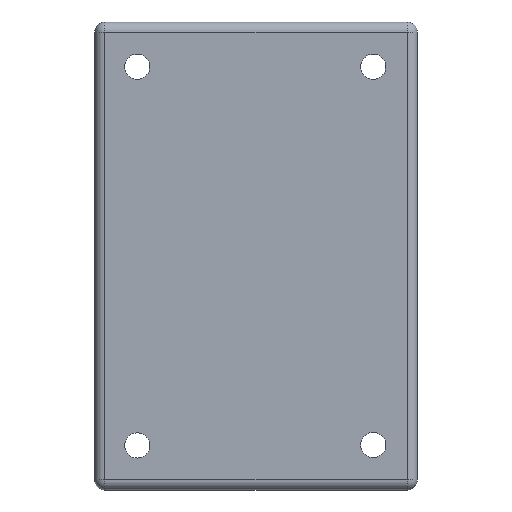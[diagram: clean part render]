
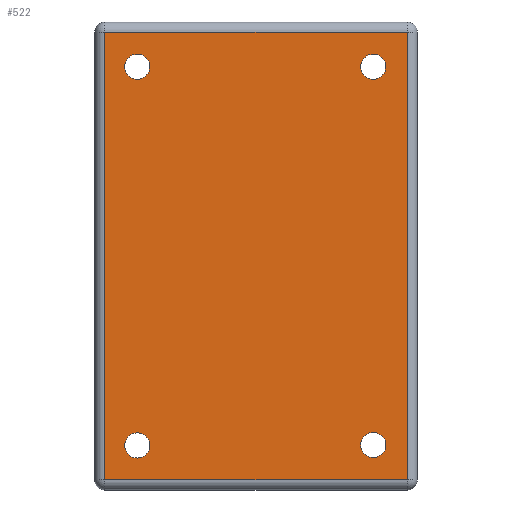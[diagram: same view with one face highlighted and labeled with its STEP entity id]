
A CAD part, top view. The second image highlights one B-rep face of the part: STEP entity #522.
In plain terms, the highlighted planar face has unit normal (0, 0, 1).
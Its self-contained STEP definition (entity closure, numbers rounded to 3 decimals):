
#19=FACE_BOUND('',#91,.T.);
#20=FACE_BOUND('',#92,.T.);
#21=FACE_BOUND('',#93,.T.);
#22=FACE_BOUND('',#94,.T.);
#30=PLANE('',#582);
#59=FACE_OUTER_BOUND('',#90,.T.);
#90=EDGE_LOOP('',(#398,#399,#400,#401));
#91=EDGE_LOOP('',(#402));
#92=EDGE_LOOP('',(#403));
#93=EDGE_LOOP('',(#404));
#94=EDGE_LOOP('',(#405));
#119=LINE('',#786,#167);
#121=LINE('',#794,#169);
#123=LINE('',#804,#171);
#125=LINE('',#813,#173);
#167=VECTOR('',#623,10.);
#169=VECTOR('',#631,10.);
#171=VECTOR('',#643,10.);
#173=VECTOR('',#655,10.);
#228=CIRCLE('',#583,1.25);
#229=CIRCLE('',#584,1.25);
#230=CIRCLE('',#585,1.25);
#231=CIRCLE('',#586,1.25);
#238=VERTEX_POINT('',#779);
#241=VERTEX_POINT('',#784);
#244=VERTEX_POINT('',#792);
#247=VERTEX_POINT('',#802);
#255=VERTEX_POINT('',#837);
#256=VERTEX_POINT('',#839);
#257=VERTEX_POINT('',#841);
#258=VERTEX_POINT('',#843);
#285=EDGE_CURVE('',#241,#238,#119,.T.);
#289=EDGE_CURVE('',#244,#241,#121,.T.);
#294=EDGE_CURVE('',#247,#244,#123,.T.);
#299=EDGE_CURVE('',#238,#247,#125,.T.);
#311=EDGE_CURVE('',#255,#255,#228,.F.);
#312=EDGE_CURVE('',#256,#256,#229,.F.);
#313=EDGE_CURVE('',#257,#257,#230,.F.);
#314=EDGE_CURVE('',#258,#258,#231,.F.);
#398=ORIENTED_EDGE('',*,*,#285,.F.);
#399=ORIENTED_EDGE('',*,*,#289,.F.);
#400=ORIENTED_EDGE('',*,*,#294,.F.);
#401=ORIENTED_EDGE('',*,*,#299,.F.);
#402=ORIENTED_EDGE('',*,*,#311,.T.);
#403=ORIENTED_EDGE('',*,*,#312,.T.);
#404=ORIENTED_EDGE('',*,*,#313,.T.);
#405=ORIENTED_EDGE('',*,*,#314,.T.);
#522=ADVANCED_FACE('',(#59,#19,#20,#21,#22),#30,.T.);
#582=AXIS2_PLACEMENT_3D('',#836,#683,#684);
#583=AXIS2_PLACEMENT_3D('',#838,#685,#686);
#584=AXIS2_PLACEMENT_3D('',#840,#687,#688);
#585=AXIS2_PLACEMENT_3D('',#842,#689,#690);
#586=AXIS2_PLACEMENT_3D('',#844,#691,#692);
#623=DIRECTION('',(1.,0.,0.));
#631=DIRECTION('',(0.,1.,0.));
#643=DIRECTION('',(-1.,0.,0.));
#655=DIRECTION('',(0.,-1.,0.));
#683=DIRECTION('center_axis',(0.,0.,1.));
#684=DIRECTION('ref_axis',(1.,0.,0.));
#685=DIRECTION('center_axis',(0.,0.,1.));
#686=DIRECTION('ref_axis',(-1.,0.,0.));
#687=DIRECTION('center_axis',(0.,0.,1.));
#688=DIRECTION('ref_axis',(-1.,0.,0.));
#689=DIRECTION('center_axis',(0.,0.,1.));
#690=DIRECTION('ref_axis',(-1.,0.,0.));
#691=DIRECTION('center_axis',(0.,0.,1.));
#692=DIRECTION('ref_axis',(-1.,0.,0.));
#779=CARTESIAN_POINT('',(32.113,80.236,10.253));
#784=CARTESIAN_POINT('',(2.101,80.236,10.253));
#786=CARTESIAN_POINT('',(25.11,80.236,10.253));
#792=CARTESIAN_POINT('',(2.101,35.782,10.253));
#794=CARTESIAN_POINT('',(2.101,69.622,10.253));
#802=CARTESIAN_POINT('',(32.113,35.782,10.253));
#804=CARTESIAN_POINT('',(9.104,35.782,10.253));
#813=CARTESIAN_POINT('',(32.113,46.395,10.253));
#836=CARTESIAN_POINT('Origin',(17.107,58.009,10.253));
#837=CARTESIAN_POINT('',(6.567,39.205,10.253));
#838=CARTESIAN_POINT('Origin',(5.317,39.205,10.253));
#839=CARTESIAN_POINT('',(6.567,76.791,10.253));
#840=CARTESIAN_POINT('Origin',(5.317,76.791,10.253));
#841=CARTESIAN_POINT('',(29.994,76.791,10.253));
#842=CARTESIAN_POINT('Origin',(28.744,76.791,10.253));
#843=CARTESIAN_POINT('',(29.994,39.249,10.253));
#844=CARTESIAN_POINT('Origin',(28.744,39.249,10.253));
